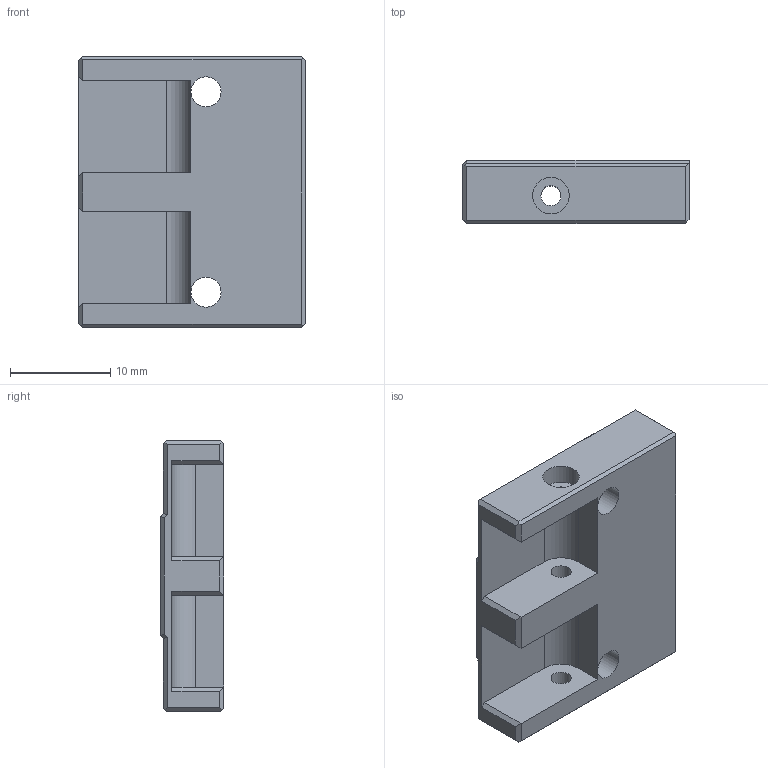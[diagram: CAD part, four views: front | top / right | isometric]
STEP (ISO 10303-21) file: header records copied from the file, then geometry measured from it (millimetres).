
FILE_DESCRIPTION(/* description */ (''),/* implementation_level */ '2;1');
FILE_NAME(/* name */ 'shuttle_clamper_body_v75.step',/* time_stamp */ '2024-03-17T01:21:54+01:00',/* author */ (''),/* organization */ (''),/* preprocessor_version */ 'ST-DEVELOPER v20',/* originating_system */ 'Autodesk Translation Framework v12.20.1.177',/* authorisation */ '');
FILE_SCHEMA (('AUTOMOTIVE_DESIGN { 1 0 10303 214 3 1 1 }'));
Length unit declared in the file: millimetre
Products named in the file (1): shuttle_clamper_body
Bounding box: 22.6 x 6.3 x 27 mm (x, y, z)
Volume: 2565.3 mm3; surface area: 2124.8 mm2
Topology: 1 solids, 1 shells, 50 faces, 137 edges, 86 vertices
Faces by surface type: plane 42, cylinder 8
Full cylindrical faces by diameter (mm): 2 x3, 3 x2, 3.65 x1
Entity records: 1614 total; most frequent: ORIENTED_EDGE 274, CARTESIAN_POINT 274, DIRECTION 256, EDGE_CURVE 137, LINE 120, VECTOR 120, VERTEX_POINT 86, AXIS2_PLACEMENT_3D 68
